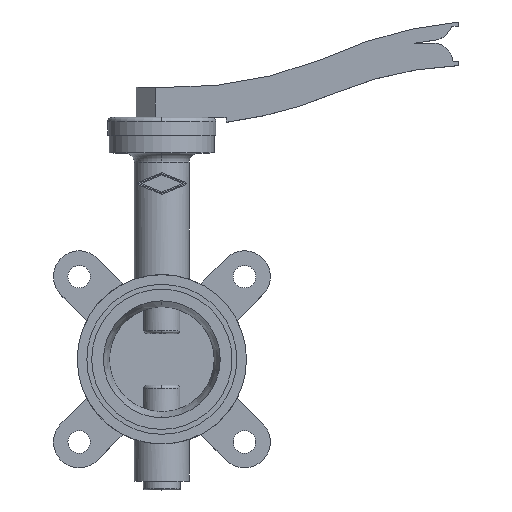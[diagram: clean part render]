
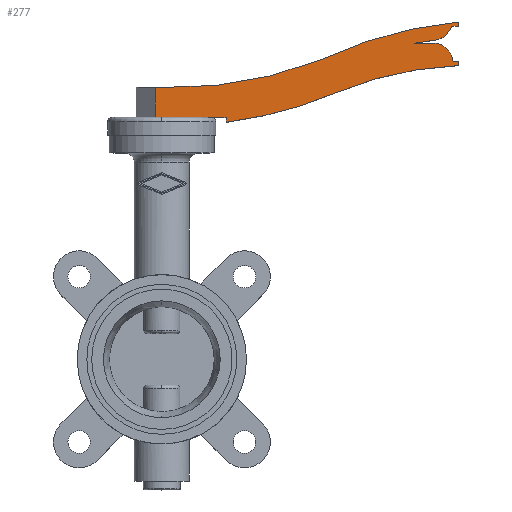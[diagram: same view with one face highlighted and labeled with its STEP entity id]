
A CAD part, top view. The second image highlights one B-rep face of the part: STEP entity #277.
In plain terms, the highlighted planar face has unit normal (0, 0, 1).
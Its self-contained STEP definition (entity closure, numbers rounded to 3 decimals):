
#277 = ADVANCED_FACE( '', ( #617 ), #618, .T. );
#617 = FACE_OUTER_BOUND( '', #957, .T. );
#618 = PLANE( '', #958 );
#957 = EDGE_LOOP( '', ( #2189, #2190, #2191, #2192, #2193, #2194, #2195, #2196, #2197, #2198, #2199, #2200, #2201, #2202, #2203, #2204 ) );
#958 = AXIS2_PLACEMENT_3D( '', #2205, #2206, #2207 );
#2189 = ORIENTED_EDGE( '', *, *, #2550, .T. );
#2190 = ORIENTED_EDGE( '', *, *, #2558, .T. );
#2191 = ORIENTED_EDGE( '', *, *, #2574, .T. );
#2192 = ORIENTED_EDGE( '', *, *, #2576, .T. );
#2193 = ORIENTED_EDGE( '', *, *, #2578, .T. );
#2194 = ORIENTED_EDGE( '', *, *, #2580, .T. );
#2195 = ORIENTED_EDGE( '', *, *, #2582, .T. );
#2196 = ORIENTED_EDGE( '', *, *, #2584, .T. );
#2197 = ORIENTED_EDGE( '', *, *, #2586, .T. );
#2198 = ORIENTED_EDGE( '', *, *, #2588, .T. );
#2199 = ORIENTED_EDGE( '', *, *, #2590, .T. );
#2200 = ORIENTED_EDGE( '', *, *, #2592, .T. );
#2201 = ORIENTED_EDGE( '', *, *, #2594, .T. );
#2202 = ORIENTED_EDGE( '', *, *, #2596, .T. );
#2203 = ORIENTED_EDGE( '', *, *, #2598, .T. );
#2204 = ORIENTED_EDGE( '', *, *, #2599, .T. );
#2205 = CARTESIAN_POINT( '', ( 0., 147., -13. ) );
#2206 = DIRECTION( '', ( 0., 0., 1. ) );
#2207 = DIRECTION( '', ( 1., 0., 0. ) );
#2550 = EDGE_CURVE( '', #3173, #3170, #3174, .T. );
#2558 = EDGE_CURVE( '', #3170, #3185, #3187, .T. );
#2574 = EDGE_CURVE( '', #3185, #3215, #3217, .T. );
#2576 = EDGE_CURVE( '', #3215, #3218, #3220, .T. );
#2578 = EDGE_CURVE( '', #3218, #3221, #3223, .T. );
#2580 = EDGE_CURVE( '', #3221, #3224, #3226, .T. );
#2582 = EDGE_CURVE( '', #3224, #3227, #3229, .T. );
#2584 = EDGE_CURVE( '', #3227, #3230, #3232, .T. );
#2586 = EDGE_CURVE( '', #3230, #3233, #3235, .T. );
#2588 = EDGE_CURVE( '', #3233, #3236, #3238, .T. );
#2590 = EDGE_CURVE( '', #3236, #3239, #3241, .T. );
#2592 = EDGE_CURVE( '', #3239, #3242, #3244, .T. );
#2594 = EDGE_CURVE( '', #3242, #3245, #3247, .T. );
#2596 = EDGE_CURVE( '', #3245, #3248, #3250, .T. );
#2598 = EDGE_CURVE( '', #3248, #3251, #3253, .T. );
#2599 = EDGE_CURVE( '', #3251, #3173, #3254, .T. );
#3170 = VERTEX_POINT( '', #4633 );
#3173 = VERTEX_POINT( '', #4637 );
#3174 = LINE( '', #4638, #4639 );
#3185 = VERTEX_POINT( '', #4656 );
#3187 = LINE( '', #4659, #4660 );
#3215 = VERTEX_POINT( '', #4696 );
#3217 = LINE( '', #4699, #4700 );
#3218 = VERTEX_POINT( '', #4701 );
#3220 = CIRCLE( '', #4704, 255. );
#3221 = VERTEX_POINT( '', #4705 );
#3223 = CIRCLE( '', #4708, 223. );
#3224 = VERTEX_POINT( '', #4709 );
#3226 = LINE( '', #4712, #4713 );
#3227 = VERTEX_POINT( '', #4714 );
#3229 = LINE( '', #4717, #4718 );
#3230 = VERTEX_POINT( '', #4719 );
#3232 = CIRCLE( '', #4722, 12.5 );
#3233 = VERTEX_POINT( '', #4723 );
#3235 = LINE( '', #4726, #4727 );
#3236 = VERTEX_POINT( '', #4728 );
#3238 = LINE( '', #4731, #4732 );
#3239 = VERTEX_POINT( '', #4733 );
#3241 = CIRCLE( '', #4736, 12.5 );
#3242 = VERTEX_POINT( '', #4737 );
#3244 = LINE( '', #4740, #4741 );
#3245 = VERTEX_POINT( '', #4742 );
#3247 = LINE( '', #4745, #4746 );
#3248 = VERTEX_POINT( '', #4747 );
#3250 = CIRCLE( '', #4750, 255. );
#3251 = VERTEX_POINT( '', #4751 );
#3253 = CIRCLE( '', #4754, 250. );
#3254 = LINE( '', #4755, #4756 );
#4633 = CARTESIAN_POINT( '', ( -4., 150., -13. ) );
#4637 = CARTESIAN_POINT( '', ( -4., 168.6, -13. ) );
#4638 = CARTESIAN_POINT( '', ( -4., 147., -13. ) );
#4639 = VECTOR( '', #5357, 1. );
#4656 = CARTESIAN_POINT( '', ( 39.8, 150., -13. ) );
#4659 = CARTESIAN_POINT( '', ( -16., 150., -13. ) );
#4660 = VECTOR( '', #5365, 1. );
#4696 = CARTESIAN_POINT( '', ( 39.8, 147., -13. ) );
#4699 = CARTESIAN_POINT( '', ( 39.8, 150., -13. ) );
#4700 = VECTOR( '', #5393, 1. );
#4701 = CARTESIAN_POINT( '', ( 107., 165., -13. ) );
#4704 = AXIS2_PLACEMENT_3D( '', #5395, #5396, #5397 );
#4705 = CARTESIAN_POINT( '', ( 184., 182.2, -13. ) );
#4708 = AXIS2_PLACEMENT_3D( '', #5399, #5400, #5401 );
#4709 = CARTESIAN_POINT( '', ( 184., 184.7, -13. ) );
#4712 = CARTESIAN_POINT( '', ( 184., 182.2, -13. ) );
#4713 = VECTOR( '', #5403, 1. );
#4714 = CARTESIAN_POINT( '', ( 180.6, 184.7, -13. ) );
#4717 = CARTESIAN_POINT( '', ( 184., 184.7, -13. ) );
#4718 = VECTOR( '', #5405, 1. );
#4719 = CARTESIAN_POINT( '', ( 168.015, 196.122, -13. ) );
#4722 = AXIS2_PLACEMENT_3D( '', #5407, #5408, #5409 );
#4723 = CARTESIAN_POINT( '', ( 156.4, 196., -13. ) );
#4726 = CARTESIAN_POINT( '', ( 168.015, 196.122, -13. ) );
#4727 = VECTOR( '', #5411, 1. );
#4728 = CARTESIAN_POINT( '', ( 169.9, 198., -13. ) );
#4731 = CARTESIAN_POINT( '', ( 156.4, 196., -13. ) );
#4732 = VECTOR( '', #5413, 1. );
#4733 = CARTESIAN_POINT( '', ( 179.7, 206.7, -13. ) );
#4736 = AXIS2_PLACEMENT_3D( '', #5415, #5416, #5417 );
#4737 = CARTESIAN_POINT( '', ( 184., 206.7, -13. ) );
#4740 = CARTESIAN_POINT( '', ( 179.7, 206.7, -13. ) );
#4741 = VECTOR( '', #5419, 1. );
#4742 = CARTESIAN_POINT( '', ( 184., 209.2, -13. ) );
#4745 = CARTESIAN_POINT( '', ( 184., 206.7, -13. ) );
#4746 = VECTOR( '', #5421, 1. );
#4747 = CARTESIAN_POINT( '', ( 99., 185.89, -13. ) );
#4750 = AXIS2_PLACEMENT_3D( '', #5423, #5424, #5425 );
#4751 = CARTESIAN_POINT( '', ( 0., 168.6, -13. ) );
#4754 = AXIS2_PLACEMENT_3D( '', #5427, #5428, #5429 );
#4755 = CARTESIAN_POINT( '', ( 0., 168.6, -13. ) );
#4756 = VECTOR( '', #5430, 1. );
#5357 = DIRECTION( '', ( 0., -1., 0. ) );
#5365 = DIRECTION( '', ( 1., 0., 0. ) );
#5393 = DIRECTION( '', ( 0., -1., 0. ) );
#5395 = CARTESIAN_POINT( '', ( 8.039, 400.014, -13. ) );
#5396 = DIRECTION( '', ( 0., 0., 1. ) );
#5397 = DIRECTION( '', ( 0.125, -0.992, 0. ) );
#5399 = CARTESIAN_POINT( '', ( 193.348, -40.604, -13. ) );
#5400 = DIRECTION( '', ( 0., 0., -1. ) );
#5401 = DIRECTION( '', ( -0.387, 0.922, 0. ) );
#5403 = DIRECTION( '', ( 0., 1., 0. ) );
#5405 = DIRECTION( '', ( -1., 0., 0. ) );
#5407 = CARTESIAN_POINT( '', ( 168.147, 183.623, -13. ) );
#5408 = DIRECTION( '', ( 0., 0., 1. ) );
#5409 = DIRECTION( '', ( 0.996, 0.086, 0. ) );
#5411 = DIRECTION( '', ( -1., -0.01, 0. ) );
#5413 = DIRECTION( '', ( 0.989, 0.147, 0. ) );
#5415 = CARTESIAN_POINT( '', ( 167.733, 210.311, -13. ) );
#5416 = DIRECTION( '', ( 0., 0., 1. ) );
#5417 = DIRECTION( '', ( 0.173, -0.985, 0. ) );
#5419 = DIRECTION( '', ( 1., 0., 0. ) );
#5421 = DIRECTION( '', ( 0., 1., 0. ) );
#5423 = CARTESIAN_POINT( '', ( 207.925, -44.675, -13. ) );
#5424 = DIRECTION( '', ( 0., 0., 1. ) );
#5425 = DIRECTION( '', ( -0.094, 0.996, 0. ) );
#5427 = CARTESIAN_POINT( '', ( 7.367, 418.491, -13. ) );
#5428 = DIRECTION( '', ( 0., 0., -1. ) );
#5429 = DIRECTION( '', ( 0.367, -0.93, 0. ) );
#5430 = DIRECTION( '', ( -1., 0., 0. ) );
